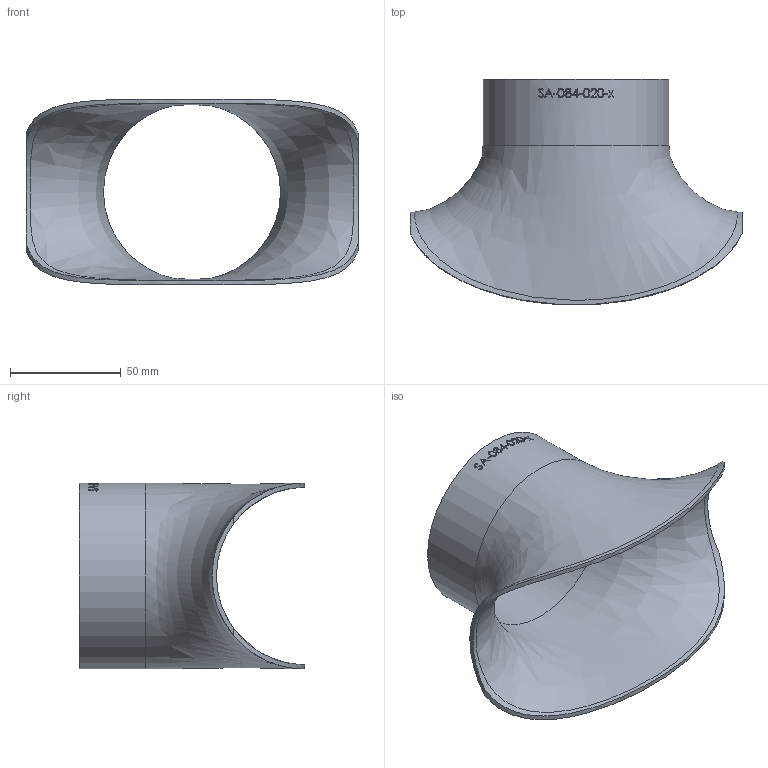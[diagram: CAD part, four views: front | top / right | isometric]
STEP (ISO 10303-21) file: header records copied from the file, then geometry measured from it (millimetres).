
FILE_DESCRIPTION (( 'STEP AP214' ), '1' );
FILE_NAME ('SA-084-020-x Sattelstutzen 1911.STEP', '2019-12-05T08:54:18', ( '' ), ( '' ), 'SwSTEP 2.0', 'SolidWorks 2016', '' );
FILE_SCHEMA (( 'AUTOMOTIVE_DESIGN' ));
Length unit declared in the file: millimetre
Products named in the file (1): SA-084-020-x Sattelstutzen 1911
Bounding box: 150 x 101.92 x 84 mm (x, y, z)
Volume: 61457.1 mm3; surface area: 59031.3 mm2
Topology: 1 solids, 1 shells, 151 faces, 389 edges, 259 vertices
Faces by surface type: bspline 89, plane 39, cylinder 23
Full cylindrical faces by diameter (mm): 80 x1, 84 x1
Entity records: 27008 total; most frequent: CARTESIAN_POINT 22617, ORIENTED_EDGE 762, EDGE_CURVE 381, DIRECTION 287, B_SPLINE_CURVE_WITH_KNOTS 275, VERTEX_POINT 256, EDGE_LOOP 177, FACE_OUTER_BOUND 155
